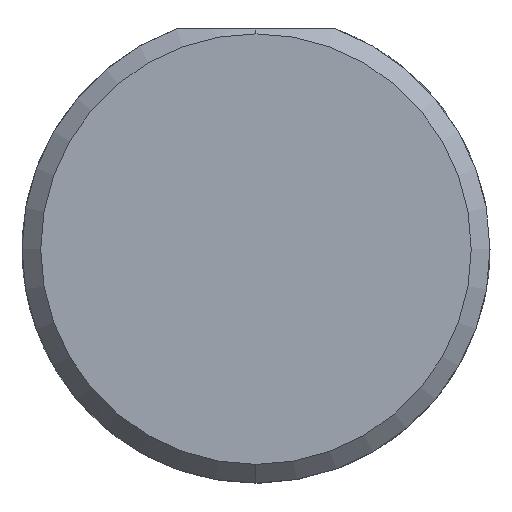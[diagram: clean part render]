
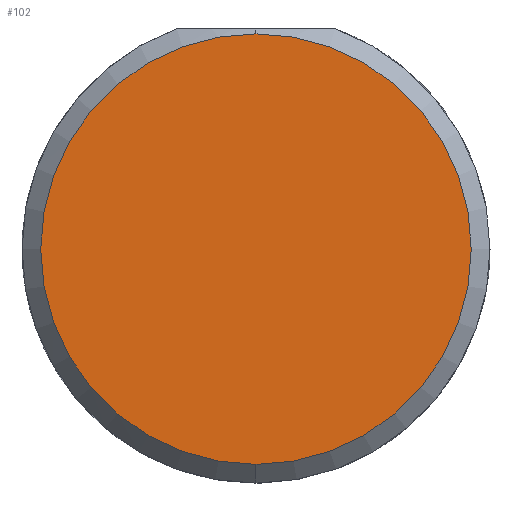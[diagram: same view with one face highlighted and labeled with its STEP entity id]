
A CAD part, left-side view. The second image highlights one B-rep face of the part: STEP entity #102.
In plain terms, the highlighted planar face has unit normal (-1, 0, 0).
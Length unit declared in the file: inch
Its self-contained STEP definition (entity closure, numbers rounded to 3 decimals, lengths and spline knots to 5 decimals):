
#56 = FACE_OUTER_BOUND ( 'NONE', #406, .T. ) ;
#69 = ORIENTED_EDGE ( 'NONE', *, *, #682, .T. ) ;
#102 = ADVANCED_FACE ( 'NONE', ( #56 ), #429, .F. ) ;
#114 = DIRECTION ( 'NONE',  ( 1., 0., 0. ) ) ;
#118 = CARTESIAN_POINT ( 'NONE',  ( 0., 0., -0.17235 ) ) ;
#120 = EDGE_CURVE ( 'NONE', #531, #486, #738, .T. ) ;
#139 = AXIS2_PLACEMENT_3D ( 'NONE', #484, #114, #371 ) ;
#190 = DIRECTION ( 'NONE',  ( -1., 0., 0. ) ) ;
#220 = CARTESIAN_POINT ( 'NONE',  ( 0., 0., 0. ) ) ;
#284 = ORIENTED_EDGE ( 'NONE', *, *, #120, .T. ) ;
#323 = DIRECTION ( 'NONE',  ( 0., 0., -1. ) ) ;
#349 = DIRECTION ( 'NONE',  ( -1., 0., 0. ) ) ;
#371 = DIRECTION ( 'NONE',  ( 0., 0., -1. ) ) ;
#406 = EDGE_LOOP ( 'NONE', ( #284, #69 ) ) ;
#418 = CIRCLE ( 'NONE', #430, 0.17235 ) ;
#429 = PLANE ( 'NONE',  #139 ) ;
#430 = AXIS2_PLACEMENT_3D ( 'NONE', #220, #349, #475 ) ;
#435 = CARTESIAN_POINT ( 'NONE',  ( 0., 0., 0. ) ) ;
#475 = DIRECTION ( 'NONE',  ( 0., 0., -1. ) ) ;
#484 = CARTESIAN_POINT ( 'NONE',  ( 0., 0., 0. ) ) ;
#486 = VERTEX_POINT ( 'NONE', #819 ) ;
#506 = AXIS2_PLACEMENT_3D ( 'NONE', #435, #190, #323 ) ;
#531 = VERTEX_POINT ( 'NONE', #118 ) ;
#682 = EDGE_CURVE ( 'NONE', #486, #531, #418, .T. ) ;
#738 = CIRCLE ( 'NONE', #506, 0.17235 ) ;
#819 = CARTESIAN_POINT ( 'NONE',  ( 0., 0., 0.17235 ) ) ;
